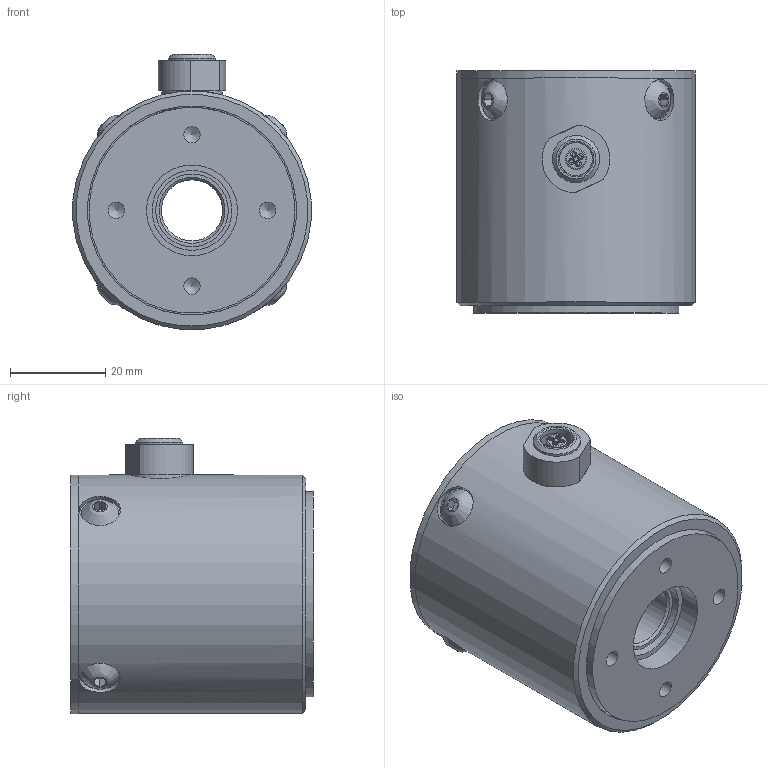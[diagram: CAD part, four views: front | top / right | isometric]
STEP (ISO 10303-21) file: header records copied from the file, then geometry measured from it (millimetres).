
FILE_DESCRIPTION((''),'2;1');
FILE_NAME('5 - 1000 IN-OZ.stp','2011-04-08T15:52:59',('thomasl'),(''),'Autodesk Inventor 2011','Autodesk Inventor 2011','');
FILE_SCHEMA(('AUTOMOTIVE_DESIGN { 1 0 10303 214 1 1 1 1 }'));
Length unit declared in the file: inch
Products named in the file (2): 5 - 1000 IN-OZ; 5 - 1000 IN-OZ_Substitute_1
Assembly tree (1 placements, depth 2):
  5 - 1000 IN-OZ
    5 - 1000 IN-OZ_Substitute_1
Bounding box: 49.97 x 50.8 x 57.69 mm (x, y, z)
Volume: 88536.7 mm3; surface area: 31894.6 mm2
Topology: 1 solids, 1 shells, 142 faces, 316 edges, 209 vertices
Faces by surface type: plane 70, cylinder 51, cone 11, torus 6, bspline 4
Full cylindrical faces by diameter (mm): 0.711 x4, 1.27 x4, 3.454 x8, 4.166 x4, 4.445 x1, 5.105 x4, 6.912 x1, 6.985 x1, 7.925 x4, 8.636 x4, 9.906 x1, 12.7 x1, 12.827 x1, 15.24 x1, 16.764 x1, 19.05 x2, 43.18 x1, 43.815 x1, 43.866 x1, 50.165 x2
Entity records: 4168 total; most frequent: CARTESIAN_POINT 1212, DIRECTION 576, ORIENTED_EDGE 424, EDGE_LOOP 258, AXIS2_PLACEMENT_3D 243, EDGE_CURVE 212, VERTEX_POINT 174, STYLED_ITEM 143
